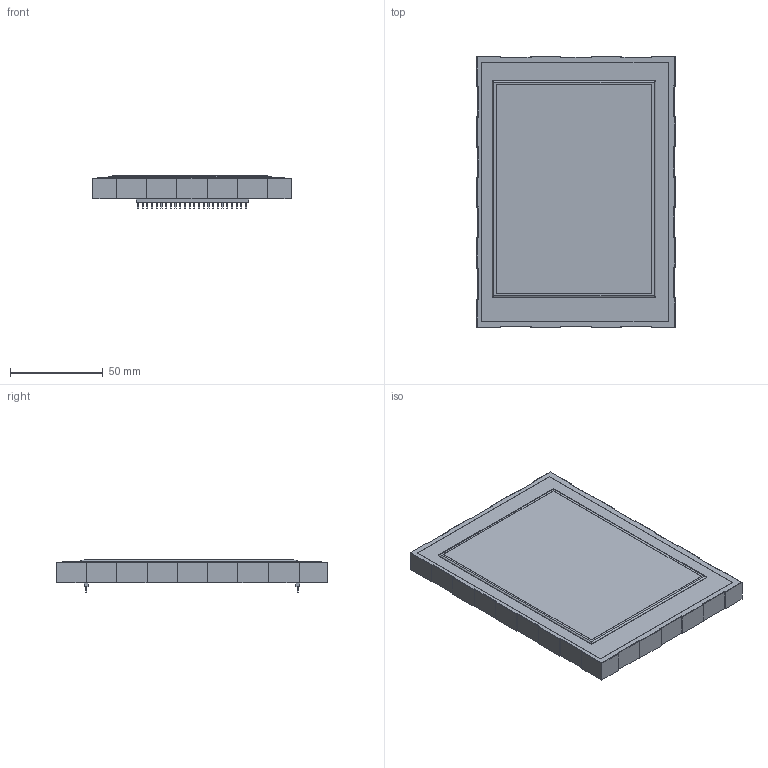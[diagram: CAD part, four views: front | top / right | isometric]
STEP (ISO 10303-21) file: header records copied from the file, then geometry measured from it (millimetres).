
FILE_DESCRIPTION(('FreeCAD Model'),'2;1');
FILE_NAME('DisplayBase_sp.step', '2017-08-07T21:15:18',('kicad StepUp'),('ksu MCAD'), 'Open CASCADE STEP processor 7.1','FreeCAD','Unknown');
FILE_SCHEMA(('AUTOMOTIVE_DESIGN { 1 0 10303 214 1 1 1 1 }'));
Length unit declared in the file: millimetre
Products named in the file (1): DisplayBase_sp
Bounding box: 107.2 x 146.4 x 17.4 mm (x, y, z)
Volume: 187661.8 mm3; surface area: 38177.4 mm2
Topology: 1 solids, 1 shells, 402 faces, 974 edges, 624 vertices
Faces by surface type: plane 328, cylinder 69, sphere 4, bspline 1
Entity records: 8073 total; most frequent: ORIENTED_EDGE 1533, CARTESIAN_POINT 1301, EDGE_CURVE 970, LINE 890, VERTEX_POINT 624, AXIS2_PLACEMENT_3D 475, FACE_BOUND 456, EDGE_LOOP 456
